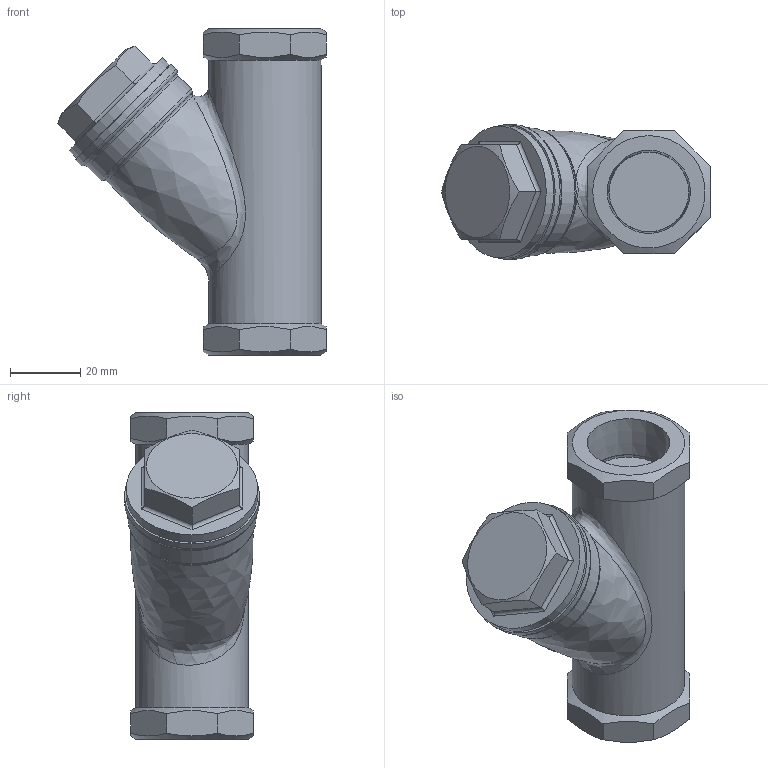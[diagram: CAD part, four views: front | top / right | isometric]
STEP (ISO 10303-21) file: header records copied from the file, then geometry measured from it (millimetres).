
FILE_DESCRIPTION((''),'2;1');
FILE_NAME('y3000-020-screw-00.stp','2012-03-05T11:05:08',('nakaot'),(''),'Autodesk Inventor 2012','Autodesk Inventor 2012','');
FILE_SCHEMA(('AUTOMOTIVE_DESIGN { 1 0 10303 214 1 1 1 1 }'));
Length unit declared in the file: millimetre
Products named in the file (1): y3000-020-screw-00
Bounding box: 76.53 x 38.5 x 93 mm (x, y, z)
Volume: 111598.4 mm3; surface area: 19616.9 mm2
Topology: 1 solids, 1 shells, 59 faces, 134 edges, 84 vertices
Faces by surface type: plane 32, cylinder 13, cone 7, bspline 4, torus 3
Full cylindrical faces by diameter (mm): 22.631 x2, 30 x1, 32 x1, 36.5 x1, 37.5 x1, 38.5 x1
Entity records: 2104 total; most frequent: CARTESIAN_POINT 983, ORIENTED_EDGE 220, DIRECTION 206, EDGE_CURVE 110, AXIS2_PLACEMENT_3D 86, EDGE_LOOP 84, VERTEX_POINT 78, FACE_OUTER_BOUND 59
